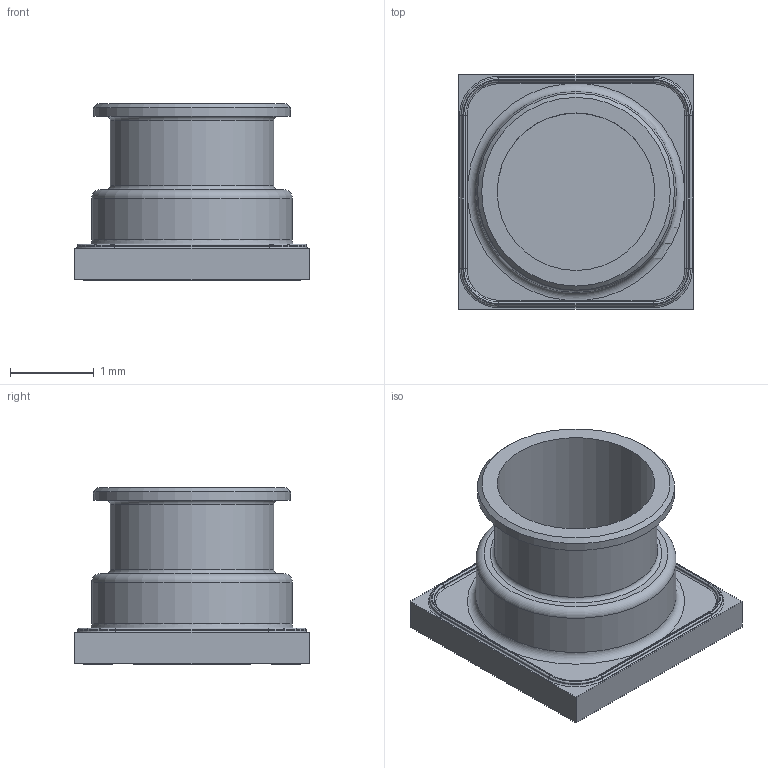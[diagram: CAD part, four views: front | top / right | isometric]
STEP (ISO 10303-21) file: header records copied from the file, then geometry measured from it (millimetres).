
FILE_DESCRIPTION (( 'STEP AP214' ), '1' );
FILE_NAME ('LPS28DFW.STEP', '2024-12-21T07:10:38', ( '' ), ( '' ), 'SwSTEP 2.0', 'SolidWorks 2023', '' );
FILE_SCHEMA (( 'AUTOMOTIVE_DESIGN' ));
Length unit declared in the file: millimetre
Products named in the file (1): LPS28DFW
Bounding box: 2.8 x 2.8 x 2.1 mm (x, y, z)
Volume: 4.5 mm3; surface area: 44.3 mm2
Topology: 1 solids, 1 shells, 109 faces, 245 edges, 150 vertices
Faces by surface type: plane 56, cylinder 30, torus 20, bspline 2, cone 1
Full cylindrical faces by diameter (mm): 1.88 x1, 1.95 x1, 2.35 x1, 2.393 x1
Entity records: 3619 total; most frequent: CARTESIAN_POINT 550, DIRECTION 528, ORIENTED_EDGE 468, EDGE_CURVE 234, AXIS2_PLACEMENT_3D 190, VECTOR 148, VERTEX_POINT 148, LINE 148
